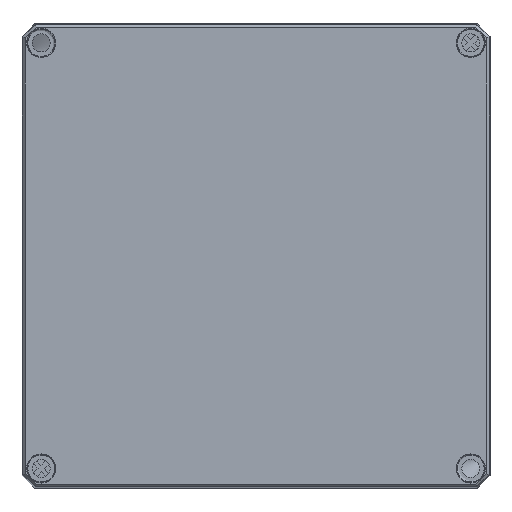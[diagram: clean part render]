
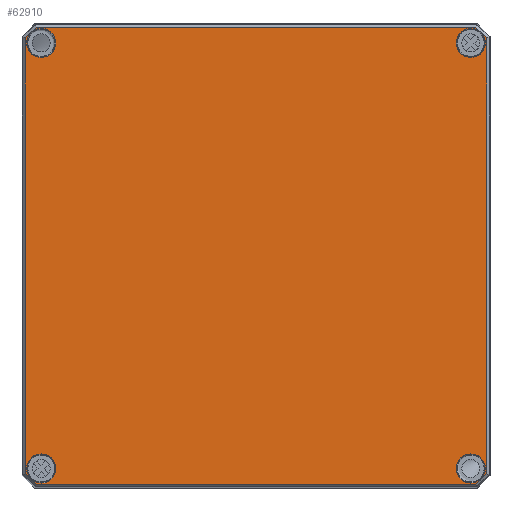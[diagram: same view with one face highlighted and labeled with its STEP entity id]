
A CAD part, top view. The second image highlights one B-rep face of the part: STEP entity #62910.
In plain terms, the highlighted planar face has unit normal (0, 0, 1).
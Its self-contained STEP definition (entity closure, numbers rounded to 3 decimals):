
#104=FACE_BOUND('',#21194,.T.);
#105=FACE_BOUND('',#21195,.T.);
#106=FACE_BOUND('',#21196,.T.);
#107=FACE_BOUND('',#21197,.T.);
#417=PLANE('',#66827);
#2212=LINE('',#85839,#7482);
#2213=LINE('',#85841,#7483);
#2214=LINE('',#85843,#7484);
#2215=LINE('',#85845,#7485);
#2216=LINE('',#85847,#7486);
#2217=LINE('',#85849,#7487);
#2218=LINE('',#85851,#7488);
#2219=LINE('',#85852,#7489);
#7482=VECTOR('',#71334,10.);
#7483=VECTOR('',#71335,10.);
#7484=VECTOR('',#71336,10.);
#7485=VECTOR('',#71337,10.);
#7486=VECTOR('',#71338,10.);
#7487=VECTOR('',#71339,10.);
#7488=VECTOR('',#71340,10.);
#7489=VECTOR('',#71341,10.);
#17439=FACE_OUTER_BOUND('',#21193,.T.);
#21193=EDGE_LOOP('',(#43564,#43565,#43566,#43567,#43568,#43569,#43570,#43571));
#21194=EDGE_LOOP('',(#43572,#43573));
#21195=EDGE_LOOP('',(#43574,#43575));
#21196=EDGE_LOOP('',(#43576));
#21197=EDGE_LOOP('',(#43577));
#25279=CIRCLE('',#66822,5.672);
#25283=CIRCLE('',#66828,5.672);
#25284=CIRCLE('',#66829,5.672);
#25285=CIRCLE('',#66830,5.672);
#25286=CIRCLE('',#66831,5.672);
#25287=CIRCLE('',#66832,5.672);
#27165=VERTEX_POINT('',#85827);
#27168=VERTEX_POINT('',#85837);
#27169=VERTEX_POINT('',#85838);
#27170=VERTEX_POINT('',#85840);
#27171=VERTEX_POINT('',#85842);
#27172=VERTEX_POINT('',#85844);
#27173=VERTEX_POINT('',#85846);
#27174=VERTEX_POINT('',#85848);
#27175=VERTEX_POINT('',#85850);
#27176=VERTEX_POINT('',#85853);
#27177=VERTEX_POINT('',#85854);
#27178=VERTEX_POINT('',#85857);
#27179=VERTEX_POINT('',#85858);
#27180=VERTEX_POINT('',#85861);
#33592=EDGE_CURVE('',#27165,#27165,#25279,.T.);
#33597=EDGE_CURVE('',#27168,#27169,#2212,.T.);
#33598=EDGE_CURVE('',#27170,#27168,#2213,.T.);
#33599=EDGE_CURVE('',#27171,#27170,#2214,.T.);
#33600=EDGE_CURVE('',#27172,#27171,#2215,.T.);
#33601=EDGE_CURVE('',#27173,#27172,#2216,.T.);
#33602=EDGE_CURVE('',#27174,#27173,#2217,.T.);
#33603=EDGE_CURVE('',#27175,#27174,#2218,.T.);
#33604=EDGE_CURVE('',#27169,#27175,#2219,.T.);
#33605=EDGE_CURVE('',#27176,#27177,#25283,.T.);
#33606=EDGE_CURVE('',#27177,#27176,#25284,.T.);
#33607=EDGE_CURVE('',#27178,#27179,#25285,.T.);
#33608=EDGE_CURVE('',#27179,#27178,#25286,.T.);
#33609=EDGE_CURVE('',#27180,#27180,#25287,.T.);
#43564=ORIENTED_EDGE('',*,*,#33597,.F.);
#43565=ORIENTED_EDGE('',*,*,#33598,.F.);
#43566=ORIENTED_EDGE('',*,*,#33599,.F.);
#43567=ORIENTED_EDGE('',*,*,#33600,.F.);
#43568=ORIENTED_EDGE('',*,*,#33601,.F.);
#43569=ORIENTED_EDGE('',*,*,#33602,.F.);
#43570=ORIENTED_EDGE('',*,*,#33603,.F.);
#43571=ORIENTED_EDGE('',*,*,#33604,.F.);
#43572=ORIENTED_EDGE('',*,*,#33605,.F.);
#43573=ORIENTED_EDGE('',*,*,#33606,.F.);
#43574=ORIENTED_EDGE('',*,*,#33607,.F.);
#43575=ORIENTED_EDGE('',*,*,#33608,.F.);
#43576=ORIENTED_EDGE('',*,*,#33609,.F.);
#43577=ORIENTED_EDGE('',*,*,#33592,.F.);
#62910=ADVANCED_FACE('',(#17439,#104,#105,#106,#107),#417,.T.);
#66822=AXIS2_PLACEMENT_3D('',#85828,#71321,#71322);
#66827=AXIS2_PLACEMENT_3D('',#85836,#71332,#71333);
#66828=AXIS2_PLACEMENT_3D('',#85855,#71342,#71343);
#66829=AXIS2_PLACEMENT_3D('',#85856,#71344,#71345);
#66830=AXIS2_PLACEMENT_3D('',#85859,#71346,#71347);
#66831=AXIS2_PLACEMENT_3D('',#85860,#71348,#71349);
#66832=AXIS2_PLACEMENT_3D('',#85862,#71350,#71351);
#71321=DIRECTION('center_axis',(0.,0.,1.));
#71322=DIRECTION('ref_axis',(-1.,0.,0.));
#71332=DIRECTION('center_axis',(0.,0.,1.));
#71333=DIRECTION('ref_axis',(1.,0.,0.));
#71334=DIRECTION('',(0.707,-0.707,0.));
#71335=DIRECTION('',(1.,0.,0.));
#71336=DIRECTION('',(0.707,0.707,0.));
#71337=DIRECTION('',(0.,1.,0.));
#71338=DIRECTION('',(-0.707,0.707,0.));
#71339=DIRECTION('',(-1.,0.,0.));
#71340=DIRECTION('',(-0.707,-0.707,0.));
#71341=DIRECTION('',(0.,-1.,0.));
#71342=DIRECTION('center_axis',(0.,0.,1.));
#71343=DIRECTION('ref_axis',(1.,0.,0.));
#71344=DIRECTION('center_axis',(0.,0.,1.));
#71345=DIRECTION('ref_axis',(1.,0.,0.));
#71346=DIRECTION('center_axis',(0.,0.,1.));
#71347=DIRECTION('ref_axis',(1.,0.,0.));
#71348=DIRECTION('center_axis',(0.,0.,1.));
#71349=DIRECTION('ref_axis',(1.,0.,0.));
#71350=DIRECTION('center_axis',(0.,0.,1.));
#71351=DIRECTION('ref_axis',(-1.,0.,0.));
#85827=CARTESIAN_POINT('',(-77.828,82.75,39.));
#85828=CARTESIAN_POINT('Origin',(-83.5,82.75,39.));
#85836=CARTESIAN_POINT('Origin',(0.,0.,
39.));
#85837=CARTESIAN_POINT('',(85.445,88.91,39.));
#85838=CARTESIAN_POINT('',(89.66,84.695,39.));
#85839=CARTESIAN_POINT('',(86.115,88.24,39.));
#85840=CARTESIAN_POINT('',(-85.445,88.91,39.));
#85841=CARTESIAN_POINT('',(-43.,88.91,39.));
#85842=CARTESIAN_POINT('',(-89.66,84.695,39.));
#85843=CARTESIAN_POINT('',(-88.615,85.74,39.));
#85844=CARTESIAN_POINT('',(-89.66,-84.695,39.));
#85845=CARTESIAN_POINT('',(-89.66,-42.625,39.));
#85846=CARTESIAN_POINT('',(-85.445,-88.91,39.));
#85847=CARTESIAN_POINT('',(-86.115,-88.24,39.));
#85848=CARTESIAN_POINT('',(85.445,-88.91,39.));
#85849=CARTESIAN_POINT('',(43.,-88.91,39.));
#85850=CARTESIAN_POINT('',(89.66,-84.695,39.));
#85851=CARTESIAN_POINT('',(88.615,-85.74,39.));
#85852=CARTESIAN_POINT('',(89.66,42.625,39.));
#85853=CARTESIAN_POINT('',(77.828,82.75,39.));
#85854=CARTESIAN_POINT('',(89.172,82.75,39.));
#85855=CARTESIAN_POINT('Origin',(83.5,82.75,39.));
#85856=CARTESIAN_POINT('Origin',(83.5,82.75,39.));
#85857=CARTESIAN_POINT('',(77.828,-82.75,39.));
#85858=CARTESIAN_POINT('',(89.172,-82.75,39.));
#85859=CARTESIAN_POINT('Origin',(83.5,-82.75,39.));
#85860=CARTESIAN_POINT('Origin',(83.5,-82.75,39.));
#85861=CARTESIAN_POINT('',(-77.828,-82.75,39.));
#85862=CARTESIAN_POINT('Origin',(-83.5,-82.75,39.));
